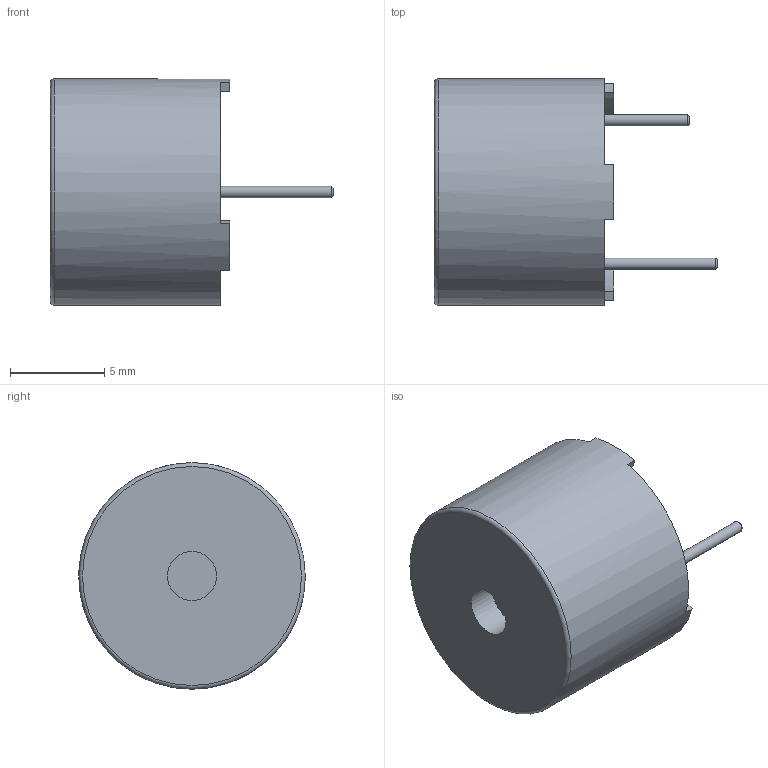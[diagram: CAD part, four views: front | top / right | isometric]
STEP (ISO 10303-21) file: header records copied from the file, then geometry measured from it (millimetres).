
FILE_DESCRIPTION(/* description */ (''),/* implementation_level */ '2;1');
FILE_NAME(/* name */ 'Buzzer v2.step',/* time_stamp */ '2018-05-16T20:20:21+02:00',/* author */ (''),/* organization */ (''),/* preprocessor_version */ 'ST-DEVELOPER v17',/* originating_system */ 'Autodesk Translation Framework v7.1.0.215',/* authorisation */ '');
FILE_SCHEMA (('AUTOMOTIVE_DESIGN { 1 0 10303 214 3 1 1 }'));
Length unit declared in the file: millimetre
Products named in the file (1): Buzzer
Bounding box: 15 x 12 x 12 mm (x, y, z)
Volume: 949.5 mm3; surface area: 720.2 mm2
Topology: 1 solids, 1 shells, 26 faces, 57 edges, 37 vertices
Faces by surface type: plane 15, cylinder 8, cone 2, torus 1
Full cylindrical faces by diameter (mm): 0.6 x2, 2.6 x1, 7.668 x1, 12 x1
Entity records: 805 total; most frequent: DIRECTION 137, CARTESIAN_POINT 121, ORIENTED_EDGE 114, EDGE_CURVE 57, AXIS2_PLACEMENT_3D 53, VERTEX_POINT 37, LINE 31, VECTOR 31
